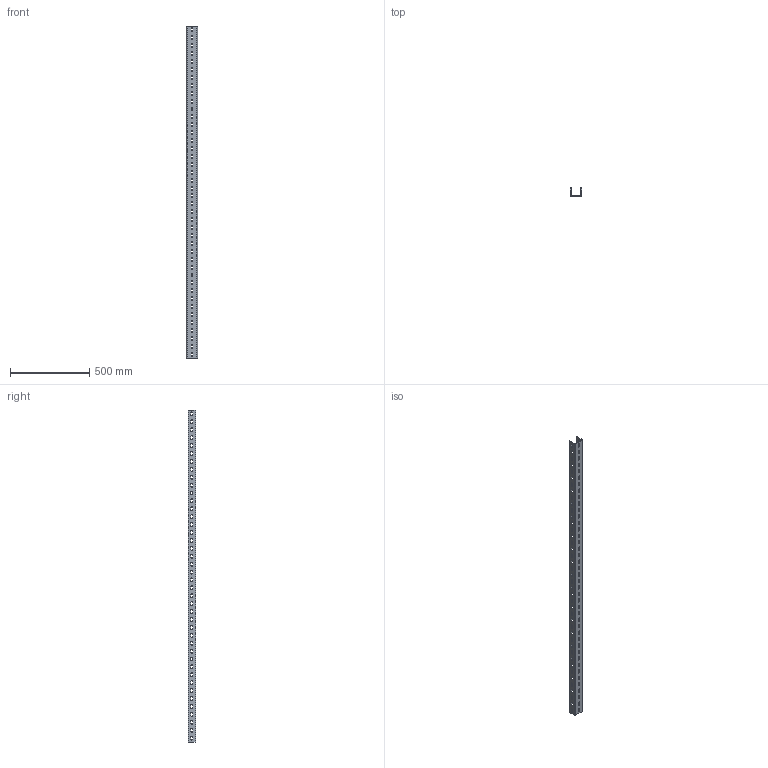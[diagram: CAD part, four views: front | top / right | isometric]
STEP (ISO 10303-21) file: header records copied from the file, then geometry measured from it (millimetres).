
FILE_DESCRIPTION (( 'STEP AP214' ), '1' );
FILE_NAME ('Äåòàë2100.STEP', '2023-04-03T09:00:56', ( '' ), ( '' ), 'SwSTEP 2.0', 'SolidWorks 2022', '' );
FILE_SCHEMA (( 'AUTOMOTIVE_DESIGN' ));
Length unit declared in the file: millimetre
Products named in the file (1): Детал2100
Bounding box: 70 x 50 x 2100 mm (x, y, z)
Volume: 1191357.4 mm3; surface area: 646139.3 mm2
Topology: 1 solids, 1 shells, 644 faces, 1926 edges, 1284 vertices
Faces by surface type: cylinder 382, plane 262
Entity records: 22512 total; most frequent: DIRECTION 3980, CARTESIAN_POINT 3855, ORIENTED_EDGE 3852, EDGE_CURVE 1926, AXIS2_PLACEMENT_3D 1409, VERTEX_POINT 1284, LINE 1162, VECTOR 1162
